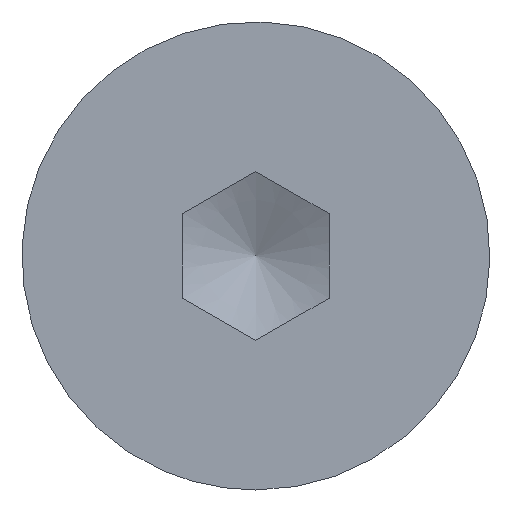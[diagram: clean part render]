
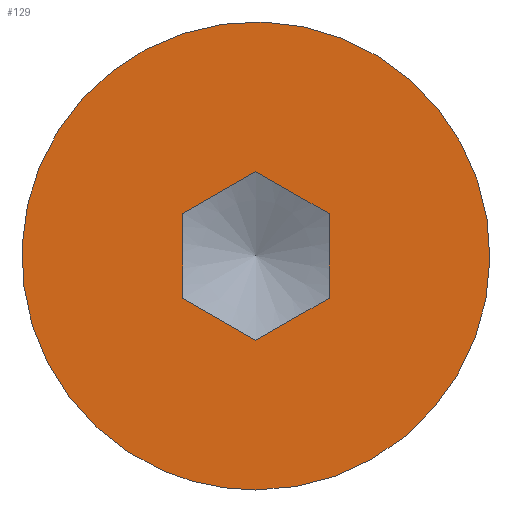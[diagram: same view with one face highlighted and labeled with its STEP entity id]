
A CAD part, left-side view. The second image highlights one B-rep face of the part: STEP entity #129.
In plain terms, the highlighted planar face has unit normal (-1, 0, 0).
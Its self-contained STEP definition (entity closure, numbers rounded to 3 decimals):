
#99=PLANE('',#478);
#122=FACE_BOUND('',#181,.T.);
#123=FACE_BOUND('',#182,.T.);
#129=ADVANCED_FACE('',(#122,#123),#99,.F.);
#181=EDGE_LOOP('',(#289,#290,#291,#292,#293,#294));
#182=EDGE_LOOP('',(#295));
#217=LINE('',#4302,#245);
#218=LINE('',#4305,#246);
#219=LINE('',#4307,#247);
#220=LINE('',#4309,#248);
#221=LINE('',#4311,#249);
#222=LINE('',#4313,#250);
#245=VECTOR('',#529,1.);
#246=VECTOR('',#530,1.);
#247=VECTOR('',#531,1.);
#248=VECTOR('',#532,1.);
#249=VECTOR('',#533,1.);
#250=VECTOR('',#534,1.);
#289=ORIENTED_EDGE('',*,*,#419,.T.);
#290=ORIENTED_EDGE('',*,*,#420,.T.);
#291=ORIENTED_EDGE('',*,*,#421,.T.);
#292=ORIENTED_EDGE('',*,*,#422,.T.);
#293=ORIENTED_EDGE('',*,*,#423,.T.);
#294=ORIENTED_EDGE('',*,*,#424,.T.);
#295=ORIENTED_EDGE('',*,*,#412,.F.);
#382=VERTEX_POINT('',#4247);
#387=VERTEX_POINT('',#4303);
#388=VERTEX_POINT('',#4304);
#389=VERTEX_POINT('',#4306);
#390=VERTEX_POINT('',#4308);
#391=VERTEX_POINT('',#4310);
#392=VERTEX_POINT('',#4312);
#412=EDGE_CURVE('',#382,#382,#458,.T.);
#419=EDGE_CURVE('',#387,#388,#217,.T.);
#420=EDGE_CURVE('',#388,#389,#218,.T.);
#421=EDGE_CURVE('',#389,#390,#219,.T.);
#422=EDGE_CURVE('',#390,#391,#220,.T.);
#423=EDGE_CURVE('',#391,#392,#221,.T.);
#424=EDGE_CURVE('',#392,#387,#222,.T.);
#458=CIRCLE('',#473,4.);
#473=AXIS2_PLACEMENT_3D('',#4246,#518,#519);
#478=AXIS2_PLACEMENT_3D('',#4314,#535,#536);
#518=DIRECTION('',(1.,0.,0.));
#519=DIRECTION('',(0.,0.,-1.));
#529=DIRECTION('',(0.,-0.866,-0.5));
#530=DIRECTION('',(0.,0.,-1.));
#531=DIRECTION('',(0.,0.866,-0.5));
#532=DIRECTION('',(0.,0.866,0.5));
#533=DIRECTION('',(0.,0.,1.));
#534=DIRECTION('',(0.,-0.866,0.5));
#535=DIRECTION('',(1.,0.,0.));
#536=DIRECTION('',(0.,0.,-1.));
#4246=CARTESIAN_POINT('',(0.,0.,0.));
#4247=CARTESIAN_POINT('',(0.,0.,-4.));
#4302=CARTESIAN_POINT('',(0.,0.,1.443));
#4303=CARTESIAN_POINT('',(0.,0.,1.443));
#4304=CARTESIAN_POINT('',(0.,-1.25,0.722));
#4305=CARTESIAN_POINT('',(0.,-1.25,0.722));
#4306=CARTESIAN_POINT('',(0.,-1.25,-0.722));
#4307=CARTESIAN_POINT('',(0.,-1.25,-0.722));
#4308=CARTESIAN_POINT('',(0.,0.,-1.443));
#4309=CARTESIAN_POINT('',(0.,0.,-1.443));
#4310=CARTESIAN_POINT('',(0.,1.25,-0.722));
#4311=CARTESIAN_POINT('',(0.,1.25,-0.722));
#4312=CARTESIAN_POINT('',(0.,1.25,0.722));
#4313=CARTESIAN_POINT('',(0.,1.25,0.722));
#4314=CARTESIAN_POINT('',(0.,0.,0.));
